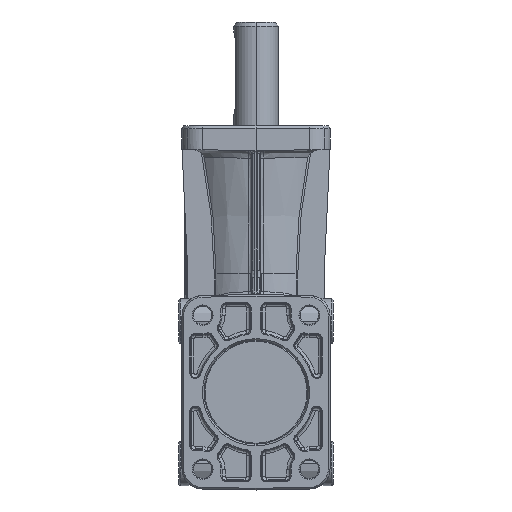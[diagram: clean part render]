
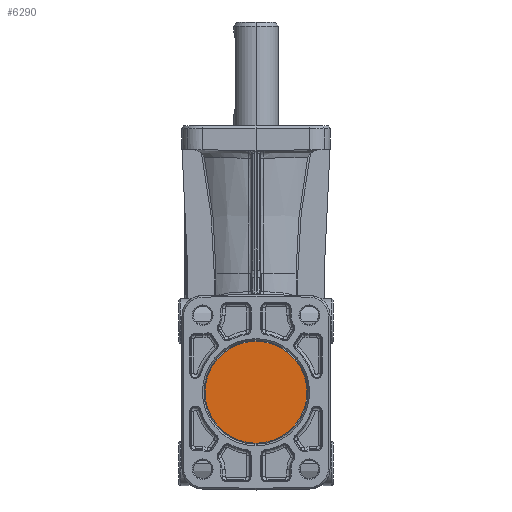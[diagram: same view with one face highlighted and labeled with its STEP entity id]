
A CAD part, left-side view. The second image highlights one B-rep face of the part: STEP entity #6290.
In plain terms, the highlighted planar face has unit normal (-1, 0, 0).
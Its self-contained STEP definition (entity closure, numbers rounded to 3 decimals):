
#6290=ADVANCED_FACE('',(#12708),#12709,.T.);
#12708=FACE_OUTER_BOUND('',#36602,.T.);
#12709=PLANE('',#36603);
#36602=EDGE_LOOP('',(#53401,#53402));
#36603=AXIS2_PLACEMENT_3D('',#53403,#53404,#53405);
#53401=ORIENTED_EDGE('',*,*,#53538,.F.);
#53402=ORIENTED_EDGE('',*,*,#60665,.F.);
#53403=CARTESIAN_POINT('',(-46.3,0.0,-8.6));
#53404=DIRECTION('',(-1.0,0.0,0.0));
#53405=DIRECTION('',(0.0,0.0,1.0));
#53538=EDGE_CURVE('',#60760,#60763,#60764,.T.);
#60665=EDGE_CURVE('',#60763,#60760,#71009,.T.);
#60760=VERTEX_POINT('',#71198);
#60763=VERTEX_POINT('',#71201);
#60764=CIRCLE('',#71202,17.2);
#71009=CIRCLE('',#89856,17.2);
#71198=CARTESIAN_POINT('',(-46.3,0.0,-17.2));
#71201=CARTESIAN_POINT('',(-46.3,0.,17.2));
#71202=AXIS2_PLACEMENT_3D('',#89949,#89950,#89951);
#89856=AXIS2_PLACEMENT_3D('',#97982,#97983,#97984);
#89949=CARTESIAN_POINT('',(-46.3,0.0,0.0));
#89950=DIRECTION('',(1.0,0.0,0.0));
#89951=DIRECTION('',(0.0,0.0,-1.0));
#97982=CARTESIAN_POINT('',(-46.3,0.0,0.0));
#97983=DIRECTION('',(1.0,0.0,0.0));
#97984=DIRECTION('',(0.0,0.0,-1.0));
